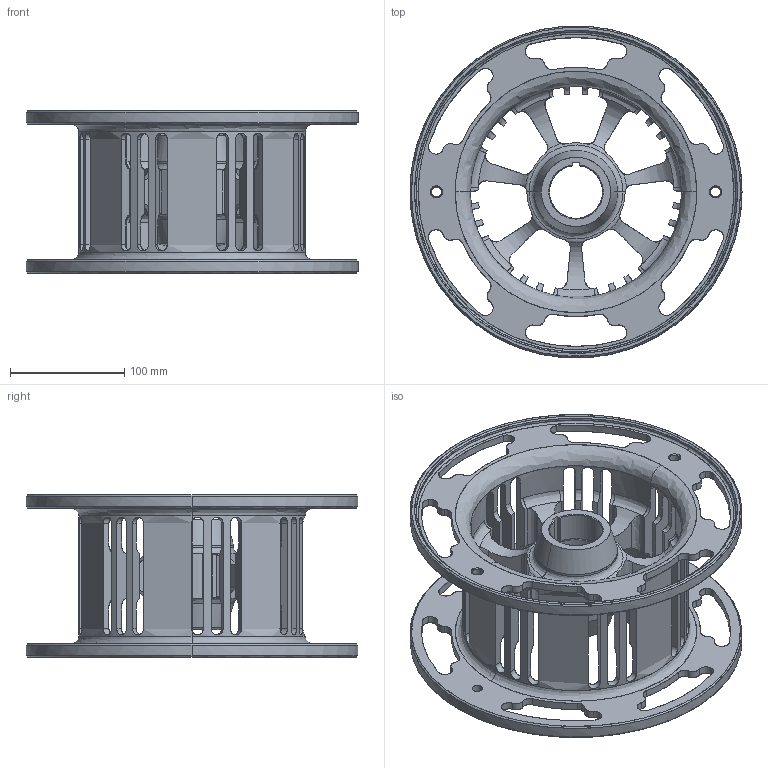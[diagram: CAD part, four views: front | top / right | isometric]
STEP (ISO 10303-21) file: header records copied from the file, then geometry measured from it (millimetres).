
FILE_DESCRIPTION(('FreeCAD Model'),'2;1');
FILE_NAME('Open CASCADE Shape Model','2025-05-03T09:54:46',('FreeCAD'),( 'FreeCAD'),'Open CASCADE STEP processor 7.6','FreeCAD','Unknown');
FILE_SCHEMA(('AUTOMOTIVE_DESIGN { 1 0 10303 214 1 1 1 1 }'));
Products named in the file (1): Open CASCADE STEP translator 7.6 1
Bounding box: 290.28 x 289.84 x 142.5 mm (x, y, z)
Surface area: 342485.8 mm2 (no closed solid volume)
Topology: 0 solids, 477 shells, 477 faces, 9393 edges, 9393 vertices
Faces by surface type: bspline 477
Entity records: 86971 total; most frequent: CARTESIAN_POINT 47653, ORIENTED_EDGE 9393, EDGE_CURVE 9393, VERTEX_POINT 9393, B_SPLINE_CURVE_WITH_KNOTS 8554, FACE_BOUND 535, EDGE_LOOP 535, SHELL_BASED_SURFACE_MODEL 477
